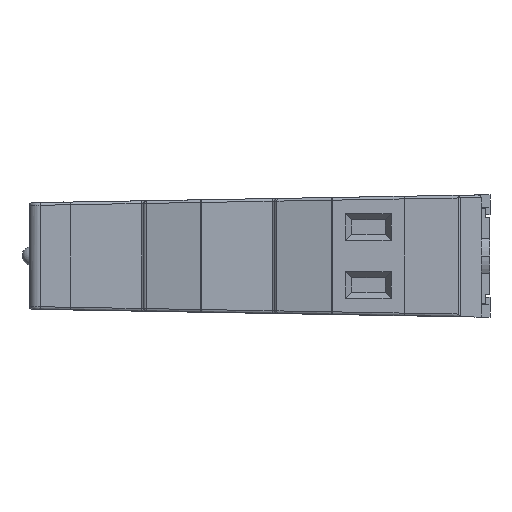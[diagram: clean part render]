
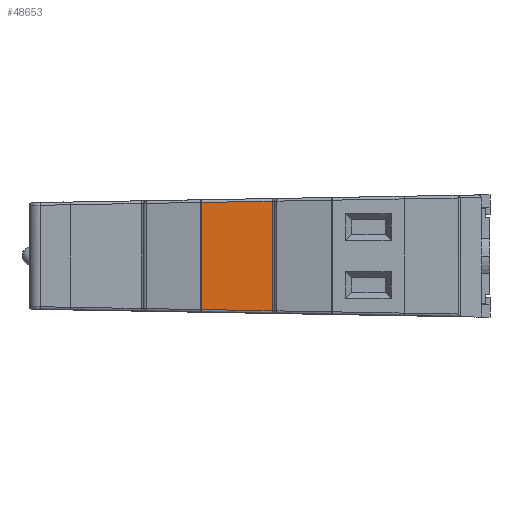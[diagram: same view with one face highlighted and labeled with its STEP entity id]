
A CAD part, left-side view. The second image highlights one B-rep face of the part: STEP entity #48653.
In plain terms, the highlighted planar face has unit normal (-1, 0, 0).
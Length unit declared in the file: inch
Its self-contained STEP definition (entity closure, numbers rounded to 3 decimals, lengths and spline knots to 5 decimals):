
#1011 = CARTESIAN_POINT ( 'NONE',  ( -1.32, 1.218, 0.3215 ) ) ;
#1513 = DIRECTION ( 'NONE',  ( 0., 0., -1. ) ) ;
#1522 = CARTESIAN_POINT ( 'NONE',  ( -1.32, 1.61369, -0.31431 ) ) ;
#5570 = ORIENTED_EDGE ( 'NONE', *, *, #32863, .T. ) ;
#5693 = CARTESIAN_POINT ( 'NONE',  ( -1.32, 2.08682, -0.29107 ) ) ;
#7988 = ORIENTED_EDGE ( 'NONE', *, *, #38202, .T. ) ;
#7993 = LINE ( 'NONE', #1522, #23554 ) ;
#11305 = LINE ( 'NONE', #5693, #41685 ) ;
#13857 = CARTESIAN_POINT ( 'NONE',  ( -1.32, 1.218, 0.30624 ) ) ;
#14625 = VERTEX_POINT ( 'NONE', #13857 ) ;
#16395 = FACE_OUTER_BOUND ( 'NONE', #37768, .T. ) ;
#17475 = DIRECTION ( 'NONE',  ( 0., 0., -1. ) ) ;
#17577 = CARTESIAN_POINT ( 'NONE',  ( -1.32, 1.218, -0.30624 ) ) ;
#17646 = VECTOR ( 'NONE', #28030, 39.37008 ) ;
#17692 = DIRECTION ( 'NONE',  ( 0., -1., -0.017 ) ) ;
#18988 = ORIENTED_EDGE ( 'NONE', *, *, #34967, .T. ) ;
#19787 = VERTEX_POINT ( 'NONE', #17577 ) ;
#23554 = VECTOR ( 'NONE', #17475, 39.37008 ) ;
#24071 = CARTESIAN_POINT ( 'NONE',  ( -1.32, 2.13175, 0.29029 ) ) ;
#24733 = DIRECTION ( 'NONE',  ( 0., 0., 1. ) ) ;
#25220 = DIRECTION ( 'NONE',  ( 1., 0., 0. ) ) ;
#25680 = AXIS2_PLACEMENT_3D ( 'NONE', #48973, #25220, #1513 ) ;
#28030 = DIRECTION ( 'NONE',  ( 0., 1., -0.017 ) ) ;
#28128 = LINE ( 'NONE', #24071, #17646 ) ;
#29016 = PLANE ( 'NONE',  #25680 ) ;
#30743 = LINE ( 'NONE', #1011, #41329 ) ;
#32863 = EDGE_CURVE ( 'NONE', #19787, #14625, #30743, .T. ) ;
#34967 = EDGE_CURVE ( 'NONE', #43514, #38848, #7993, .T. ) ;
#37768 = EDGE_LOOP ( 'NONE', ( #42870, #5570, #7988, #18988 ) ) ;
#37966 = CARTESIAN_POINT ( 'NONE',  ( -1.32, 1.61369, 0.29933 ) ) ;
#38202 = EDGE_CURVE ( 'NONE', #14625, #43514, #28128, .T. ) ;
#38848 = VERTEX_POINT ( 'NONE', #41453 ) ;
#41329 = VECTOR ( 'NONE', #24733, 39.37008 ) ;
#41453 = CARTESIAN_POINT ( 'NONE',  ( -1.32, 1.61369, -0.29933 ) ) ;
#41685 = VECTOR ( 'NONE', #17692, 39.37008 ) ;
#42870 = ORIENTED_EDGE ( 'NONE', *, *, #44093, .T. ) ;
#43514 = VERTEX_POINT ( 'NONE', #37966 ) ;
#44093 = EDGE_CURVE ( 'NONE', #38848, #19787, #11305, .T. ) ;
#48653 = ADVANCED_FACE ( 'NONE', ( #16395 ), #29016, .F. ) ;
#48973 = CARTESIAN_POINT ( 'NONE',  ( -1.32, 2.10421, -1.2875 ) ) ;
